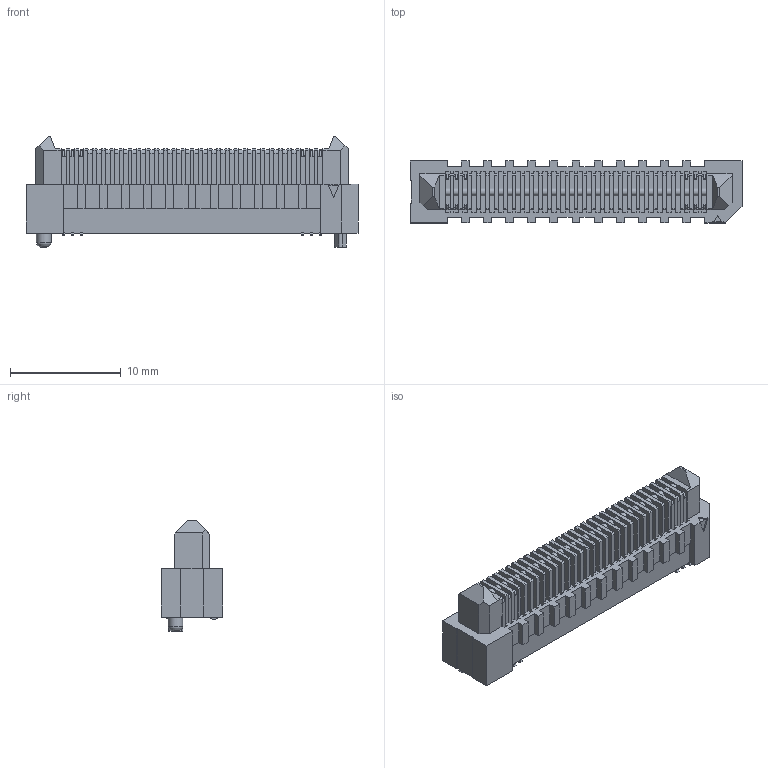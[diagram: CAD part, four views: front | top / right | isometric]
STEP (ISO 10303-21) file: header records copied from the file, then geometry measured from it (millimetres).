
FILE_DESCRIPTION(/* description */ (''),/* implementation_level */ '2;1');
FILE_NAME(/* name */ 'SAMTEC_ERM8-030-05.0-S-DV-K.stp',/* time_stamp */ '2017-03-08T17:47:22+01:00',/* author */ ('riccim'),/* organization */ (''),/* preprocessor_version */ 'ST-DEVELOPER v15.5',/* originating_system */ 'AutoCAD Mechanical',/* authorisation */ ' ');
FILE_SCHEMA (('AUTOMOTIVE_DESIGN { 1 0 10303 214 3 1 1 }'));
Length unit declared in the file: millimetre
Products named in the file (1): Product
Bounding box: 30 x 5.6 x 9.97 mm (x, y, z)
Volume: 778.8 mm3; surface area: 1553.7 mm2
Topology: 25 solids, 25 shells, 920 faces, 2548 edges, 1683 vertices
Faces by surface type: plane 753, cylinder 166, bspline 1
Full cylindrical faces by diameter (mm): 1.32 x1
Entity records: 29553 total; most frequent: CARTESIAN_POINT 5899, ORIENTED_EDGE 5094, DIRECTION 4577, EDGE_CURVE 2547, LINE 2211, VECTOR 2211, VERTEX_POINT 1683, AXIS2_PLACEMENT_3D 1183
